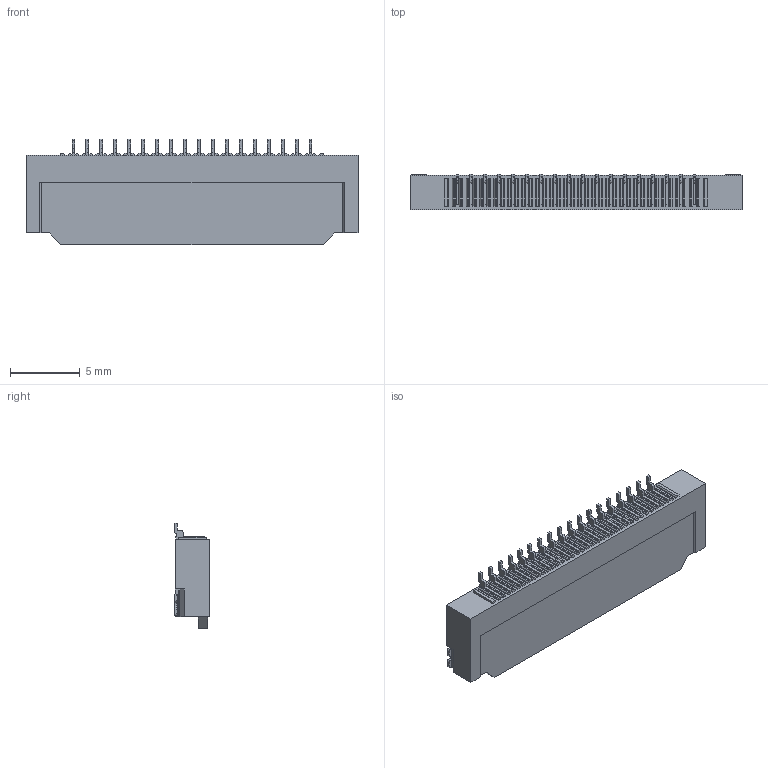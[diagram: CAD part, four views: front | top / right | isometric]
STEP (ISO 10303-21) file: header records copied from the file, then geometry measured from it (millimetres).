
FILE_DESCRIPTION(('CoCreate Modeling STEP Export'),'2;1');
FILE_NAME('1.0-9-18Pin.stp','2019-11-22T11:14:17',(''),(''),'CoCreate Modeling STEP processor for AP214 (Solid Model)','CoCreate Modeling 17.0 01-Apr-2010 (C) Parametric Technology GmbH','');
FILE_SCHEMA(('AUTOMOTIVE_DESIGN { 1 0 10303 214 1 1 1 1 }'));
Length unit declared in the file: millimetre
Products named in the file (2): 1.0-9-18Pin
Assembly tree (1 placements, depth 2):
  1.0-9-18Pin
    1.0-9-18Pin
Bounding box: 23.8 x 2.52 x 7.58 mm (x, y, z)
Volume: 302.7 mm3; surface area: 669.1 mm2
Topology: 1 solids, 1 shells, 611 faces, 1648 edges, 1098 vertices
Faces by surface type: plane 503, cylinder 108
Entity records: 19058 total; most frequent: CARTESIAN_POINT 3333, ORIENTED_EDGE 3296, DIRECTION 3059, EDGE_CURVE 1648, VECTOR 1411, LINE 1411, VERTEX_POINT 1098, AXIS2_PLACEMENT_3D 824
